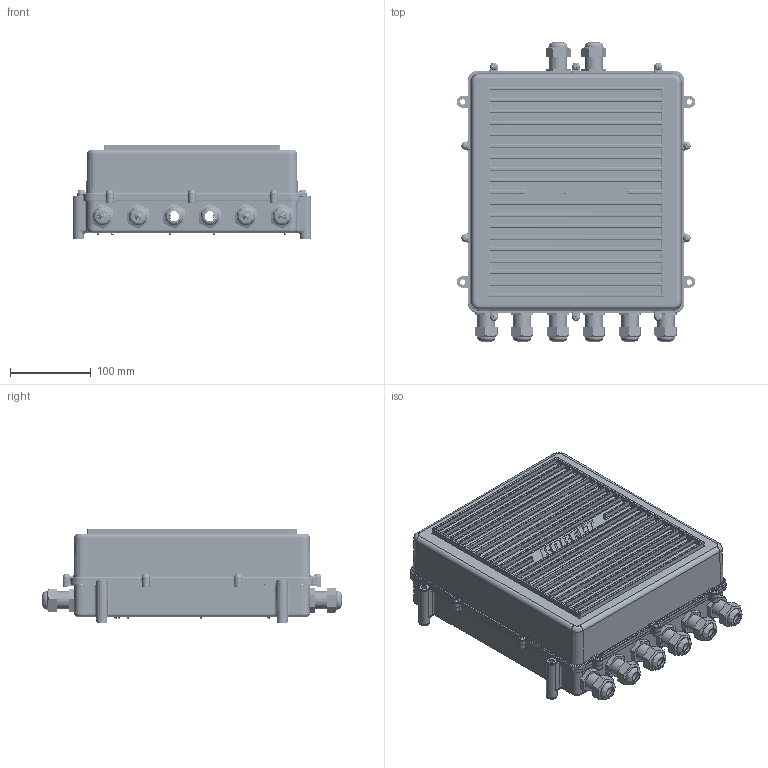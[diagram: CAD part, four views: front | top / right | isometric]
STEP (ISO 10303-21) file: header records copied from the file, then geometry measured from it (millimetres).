
FILE_DESCRIPTION (( 'STEP AP214' ), '1' );
FILE_NAME ('6525.STEP', '2025-01-23T16:08:05', ( '' ), ( '' ), 'SwSTEP 2.0', 'SolidWorks 2023', '' );
FILE_SCHEMA (( 'AUTOMOTIVE_DESIGN' ));
Products named in the file (1): 6525
Bounding box: 295.07 x 370.37 x 117.53 mm (x, y, z)
Surface area: 580116.2 mm2 (no closed solid volume)
Topology: 0 solids, 146 shells, 2673 faces, 8445 edges, 5720 vertices
Faces by surface type: plane 1056, cylinder 1049, bspline 236, cone 202, torus 108, sphere 22
Entity records: 138189 total; most frequent: CARTESIAN_POINT 70594, ORIENTED_EDGE 14020, DIRECTION 12989, EDGE_CURVE 8413, VERTEX_POINT 5720, AXIS2_PLACEMENT_3D 4410, LINE 4169, VECTOR 4169
